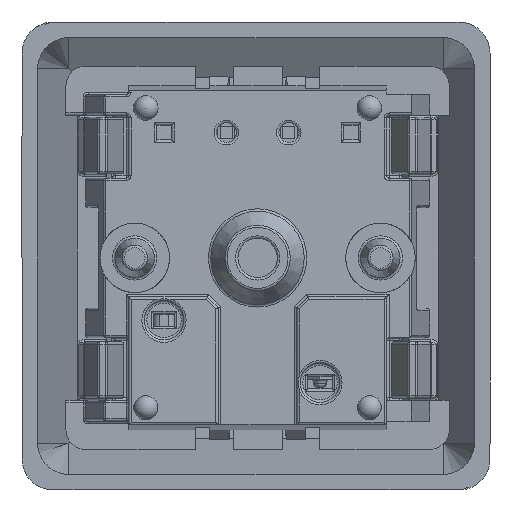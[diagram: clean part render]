
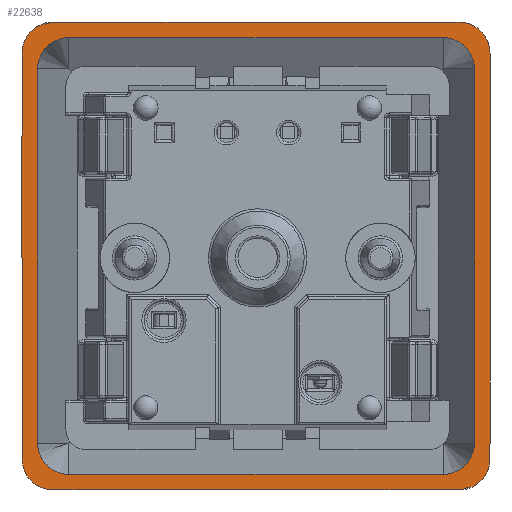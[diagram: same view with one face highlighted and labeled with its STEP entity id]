
A CAD part, front view. The second image highlights one B-rep face of the part: STEP entity #22638.
In plain terms, the highlighted face is planar.
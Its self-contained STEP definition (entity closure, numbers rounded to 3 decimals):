
#205=FACE_BOUND('',#8246,.T.);
#683=PLANE('',#25302);
#3369=LINE('',#45106,#5255);
#3370=LINE('',#45110,#5256);
#3371=LINE('',#45114,#5257);
#3372=LINE('',#45118,#5258);
#5255=VECTOR('',#32264,1000.);
#5256=VECTOR('',#32267,1000.);
#5257=VECTOR('',#32270,1000.);
#5258=VECTOR('',#32273,1000.);
#5448=B_SPLINE_CURVE_WITH_KNOTS('',3,(#44695,#44696,#44697,#44698,#44699,
#44700,#44701,#44702,#44703,#44704,#44705,#44706,#44707,#44708,#44709,#44710,
#44711,#44712,#44713,#44714,#44715,#44716,#44717,#44718,#44719,#44720,#44721,
#44722,#44723,#44724,#44725,#44726,#44727,#44728,#44729,#44730),
 .UNSPECIFIED.,.F.,.F.,(4,2,2,2,2,2,2,2,2,2,2,2,2,2,2,2,2,4),(-0.238,
-0.238,-0.238,-0.237,-0.236,
-0.234,-0.233,-0.233,-0.232,
-0.232,-0.231,-0.103,-0.041,
-0.022,-0.014,-0.008,-0.005,
0.),.UNSPECIFIED.);
#5453=B_SPLINE_CURVE_WITH_KNOTS('',3,(#45066,#45067,#45068,#45069,#45070,
#45071,#45072,#45073,#45074,#45075,#45076,#45077,#45078,#45079,#45080,#45081,
#45082,#45083,#45084,#45085,#45086,#45087,#45088,#45089,#45090,#45091,#45092,
#45093,#45094,#45095,#45096,#45097,#45098,#45099,#45100,#45101),
 .UNSPECIFIED.,.F.,.F.,(4,2,2,2,2,2,2,2,2,2,2,2,2,2,2,2,2,4),(-0.238,
-0.238,-0.238,-0.237,-0.236,
-0.234,-0.233,-0.233,-0.232,
-0.232,-0.231,-0.103,-0.041,
-0.022,-0.014,-0.008,-0.005,
0.),.UNSPECIFIED.);
#6817=FACE_OUTER_BOUND('',#8245,.T.);
#8245=EDGE_LOOP('',(#21028,#21029));
#8246=EDGE_LOOP('',(#21030,#21031,#21032,#21033,#21034,#21035,#21036,#21037));
#9364=CIRCLE('',#25303,1.27);
#9365=CIRCLE('',#25304,1.27);
#9366=CIRCLE('',#25305,1.27);
#9367=CIRCLE('',#25306,1.27);
#11271=VERTEX_POINT('',#44693);
#11272=VERTEX_POINT('',#44694);
#11277=VERTEX_POINT('',#45104);
#11278=VERTEX_POINT('',#45105);
#11279=VERTEX_POINT('',#45107);
#11280=VERTEX_POINT('',#45109);
#11281=VERTEX_POINT('',#45111);
#11282=VERTEX_POINT('',#45113);
#11283=VERTEX_POINT('',#45115);
#11284=VERTEX_POINT('',#45117);
#14529=EDGE_CURVE('',#11271,#11272,#5448,.T.);
#14536=EDGE_CURVE('',#11272,#11271,#5453,.T.);
#14538=EDGE_CURVE('',#11277,#11278,#3369,.T.);
#14539=EDGE_CURVE('',#11279,#11277,#9364,.T.);
#14540=EDGE_CURVE('',#11280,#11279,#3370,.T.);
#14541=EDGE_CURVE('',#11281,#11280,#9365,.T.);
#14542=EDGE_CURVE('',#11282,#11281,#3371,.T.);
#14543=EDGE_CURVE('',#11283,#11282,#9366,.T.);
#14544=EDGE_CURVE('',#11284,#11283,#3372,.T.);
#14545=EDGE_CURVE('',#11278,#11284,#9367,.T.);
#21028=ORIENTED_EDGE('',*,*,#14529,.F.);
#21029=ORIENTED_EDGE('',*,*,#14536,.F.);
#21030=ORIENTED_EDGE('',*,*,#14538,.F.);
#21031=ORIENTED_EDGE('',*,*,#14539,.F.);
#21032=ORIENTED_EDGE('',*,*,#14540,.F.);
#21033=ORIENTED_EDGE('',*,*,#14541,.F.);
#21034=ORIENTED_EDGE('',*,*,#14542,.F.);
#21035=ORIENTED_EDGE('',*,*,#14543,.F.);
#21036=ORIENTED_EDGE('',*,*,#14544,.F.);
#21037=ORIENTED_EDGE('',*,*,#14545,.F.);
#22638=ADVANCED_FACE('',(#6817,#205),#683,.F.);
#25302=AXIS2_PLACEMENT_3D('',#45103,#32262,#32263);
#25303=AXIS2_PLACEMENT_3D('',#45108,#32265,#32266);
#25304=AXIS2_PLACEMENT_3D('',#45112,#32268,#32269);
#25305=AXIS2_PLACEMENT_3D('',#45116,#32271,#32272);
#25306=AXIS2_PLACEMENT_3D('',#45119,#32274,#32275);
#32262=DIRECTION('center_axis',(0.,0.,1.));
#32263=DIRECTION('ref_axis',(1.,0.,0.));
#32264=DIRECTION('',(0.,-1.,0.));
#32265=DIRECTION('center_axis',(0.,0.,-1.));
#32266=DIRECTION('ref_axis',(1.,0.,0.));
#32267=DIRECTION('',(1.,0.,0.));
#32268=DIRECTION('center_axis',(0.,0.,-1.));
#32269=DIRECTION('ref_axis',(1.,0.,0.));
#32270=DIRECTION('',(0.,1.,0.));
#32271=DIRECTION('center_axis',(0.,0.,-1.));
#32272=DIRECTION('ref_axis',(-1.,0.,0.));
#32273=DIRECTION('',(-1.,0.,0.));
#32274=DIRECTION('center_axis',(0.,0.,-1.));
#32275=DIRECTION('ref_axis',(1.,0.,0.));
#44693=CARTESIAN_POINT('',(-9.525,8.255,0.));
#44694=CARTESIAN_POINT('',(9.525,-8.255,0.));
#44695=CARTESIAN_POINT('Ctrl Pts',(-9.525,8.255,0.));
#44696=CARTESIAN_POINT('Ctrl Pts',(-9.525,7.962,0.));
#44697=CARTESIAN_POINT('Ctrl Pts',(-9.525,7.67,0.));
#44698=CARTESIAN_POINT('Ctrl Pts',(-9.525,7.073,0.));
#44699=CARTESIAN_POINT('Ctrl Pts',(-9.525,6.768,0.));
#44700=CARTESIAN_POINT('Ctrl Pts',(-9.525,5.821,0.));
#44701=CARTESIAN_POINT('Ctrl Pts',(-9.525,5.178,0.));
#44702=CARTESIAN_POINT('Ctrl Pts',(-9.525,3.142,0.));
#44703=CARTESIAN_POINT('Ctrl Pts',(-9.525,1.749,0.));
#44704=CARTESIAN_POINT('Ctrl Pts',(-9.525,-2.32,0.));
#44705=CARTESIAN_POINT('Ctrl Pts',(-9.525,-4.997,0.));
#44706=CARTESIAN_POINT('Ctrl Pts',(-9.525,-8.287,0.));
#44707=CARTESIAN_POINT('Ctrl Pts',(-9.525,-8.388,0.));
#44708=CARTESIAN_POINT('Ctrl Pts',(-9.467,-8.657,0.));
#44709=CARTESIAN_POINT('Ctrl Pts',(-9.417,-8.803,0.));
#44710=CARTESIAN_POINT('Ctrl Pts',(-9.217,-9.101,
0.));
#44711=CARTESIAN_POINT('Ctrl Pts',(-9.101,-9.216,0.));
#44712=CARTESIAN_POINT('Ctrl Pts',(-8.828,-9.4,
0.));
#44713=CARTESIAN_POINT('Ctrl Pts',(-8.705,-9.446,
0.));
#44714=CARTESIAN_POINT('Ctrl Pts',(-8.445,-9.525,0.));
#44715=CARTESIAN_POINT('Ctrl Pts',(-8.282,-9.525,0.));
#44716=CARTESIAN_POINT('Ctrl Pts',(-4.642,-9.525,
0.));
#44717=CARTESIAN_POINT('Ctrl Pts',(-1.03,-9.525,
0.));
#44718=CARTESIAN_POINT('Ctrl Pts',(4.322,-9.525,0.));
#44719=CARTESIAN_POINT('Ctrl Pts',(6.062,-9.525,0.));
#44720=CARTESIAN_POINT('Ctrl Pts',(8.334,-9.525,0.));
#44721=CARTESIAN_POINT('Ctrl Pts',(8.504,-9.525,0.));
#44722=CARTESIAN_POINT('Ctrl Pts',(8.83,-9.392,0.));
#44723=CARTESIAN_POINT('Ctrl Pts',(8.99,-9.315,0.));
#44724=CARTESIAN_POINT('Ctrl Pts',(9.271,-9.035,0.));
#44725=CARTESIAN_POINT('Ctrl Pts',(9.345,-8.916,0.));
#44726=CARTESIAN_POINT('Ctrl Pts',(9.414,-8.778,0.));
#44727=CARTESIAN_POINT('Ctrl Pts',(9.45,-8.697,0.));
#44728=CARTESIAN_POINT('Ctrl Pts',(9.525,-8.429,0.));
#44729=CARTESIAN_POINT('Ctrl Pts',(9.525,-8.273,0.));
#44730=CARTESIAN_POINT('Ctrl Pts',(9.525,-8.255,0.));
#45066=CARTESIAN_POINT('Ctrl Pts',(9.525,-8.255,0.));
#45067=CARTESIAN_POINT('Ctrl Pts',(9.525,-7.962,0.));
#45068=CARTESIAN_POINT('Ctrl Pts',(9.525,-7.67,0.));
#45069=CARTESIAN_POINT('Ctrl Pts',(9.525,-7.073,0.));
#45070=CARTESIAN_POINT('Ctrl Pts',(9.525,-6.768,0.));
#45071=CARTESIAN_POINT('Ctrl Pts',(9.525,-5.821,0.));
#45072=CARTESIAN_POINT('Ctrl Pts',(9.525,-5.178,0.));
#45073=CARTESIAN_POINT('Ctrl Pts',(9.525,-3.142,0.));
#45074=CARTESIAN_POINT('Ctrl Pts',(9.525,-1.749,0.));
#45075=CARTESIAN_POINT('Ctrl Pts',(9.525,2.32,0.));
#45076=CARTESIAN_POINT('Ctrl Pts',(9.525,4.997,0.));
#45077=CARTESIAN_POINT('Ctrl Pts',(9.525,8.287,0.));
#45078=CARTESIAN_POINT('Ctrl Pts',(9.525,8.388,0.));
#45079=CARTESIAN_POINT('Ctrl Pts',(9.467,8.657,0.));
#45080=CARTESIAN_POINT('Ctrl Pts',(9.417,8.803,0.));
#45081=CARTESIAN_POINT('Ctrl Pts',(9.217,9.101,0.));
#45082=CARTESIAN_POINT('Ctrl Pts',(9.101,9.216,0.));
#45083=CARTESIAN_POINT('Ctrl Pts',(8.828,9.4,0.));
#45084=CARTESIAN_POINT('Ctrl Pts',(8.705,9.446,0.));
#45085=CARTESIAN_POINT('Ctrl Pts',(8.445,9.525,0.));
#45086=CARTESIAN_POINT('Ctrl Pts',(8.282,9.525,0.));
#45087=CARTESIAN_POINT('Ctrl Pts',(4.642,9.525,0.));
#45088=CARTESIAN_POINT('Ctrl Pts',(1.03,9.525,0.));
#45089=CARTESIAN_POINT('Ctrl Pts',(-4.322,9.525,0.));
#45090=CARTESIAN_POINT('Ctrl Pts',(-6.062,9.525,0.));
#45091=CARTESIAN_POINT('Ctrl Pts',(-8.334,9.525,0.));
#45092=CARTESIAN_POINT('Ctrl Pts',(-8.504,9.525,0.));
#45093=CARTESIAN_POINT('Ctrl Pts',(-8.83,9.392,0.));
#45094=CARTESIAN_POINT('Ctrl Pts',(-8.99,9.315,0.));
#45095=CARTESIAN_POINT('Ctrl Pts',(-9.271,9.035,0.));
#45096=CARTESIAN_POINT('Ctrl Pts',(-9.345,8.916,0.));
#45097=CARTESIAN_POINT('Ctrl Pts',(-9.414,8.778,0.));
#45098=CARTESIAN_POINT('Ctrl Pts',(-9.45,8.697,0.));
#45099=CARTESIAN_POINT('Ctrl Pts',(-9.525,8.429,0.));
#45100=CARTESIAN_POINT('Ctrl Pts',(-9.525,8.273,0.));
#45101=CARTESIAN_POINT('Ctrl Pts',(-9.525,8.255,0.));
#45103=CARTESIAN_POINT('Origin',(-8.255,-8.255,0.));
#45104=CARTESIAN_POINT('',(8.89,7.62,0.));
#45105=CARTESIAN_POINT('',(8.89,-7.62,0.));
#45106=CARTESIAN_POINT('',(8.89,-7.62,0.));
#45107=CARTESIAN_POINT('',(7.62,8.89,0.));
#45108=CARTESIAN_POINT('Origin',(7.62,7.62,0.));
#45109=CARTESIAN_POINT('',(-7.62,8.89,0.));
#45110=CARTESIAN_POINT('',(7.62,8.89,0.));
#45111=CARTESIAN_POINT('',(-8.89,7.62,0.));
#45112=CARTESIAN_POINT('Origin',(-7.62,7.62,0.));
#45113=CARTESIAN_POINT('',(-8.89,-7.62,0.));
#45114=CARTESIAN_POINT('',(-8.89,-7.62,0.));
#45115=CARTESIAN_POINT('',(-7.62,-8.89,0.));
#45116=CARTESIAN_POINT('Origin',(-7.62,-7.62,0.));
#45117=CARTESIAN_POINT('',(7.62,-8.89,0.));
#45118=CARTESIAN_POINT('',(7.62,-8.89,0.));
#45119=CARTESIAN_POINT('Origin',(7.62,-7.62,0.));
